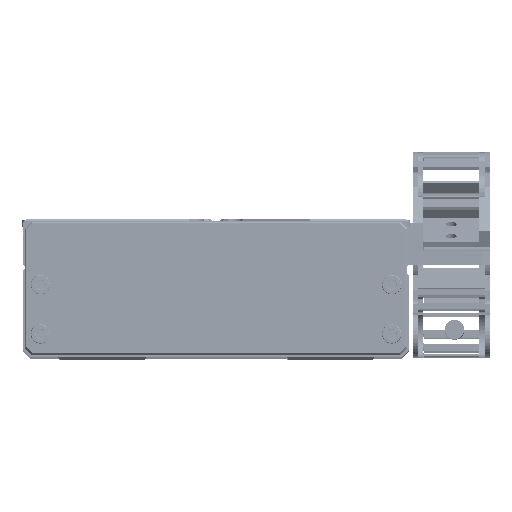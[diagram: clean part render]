
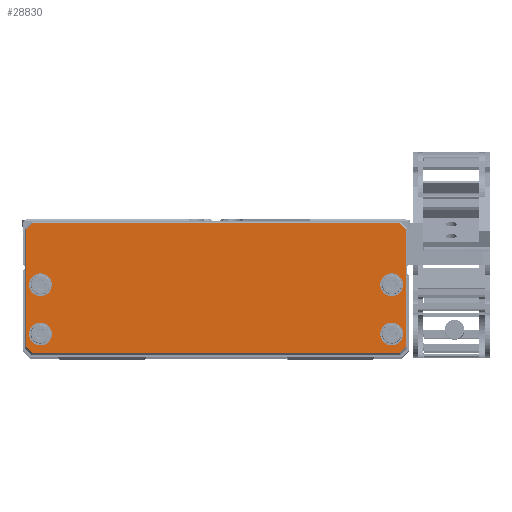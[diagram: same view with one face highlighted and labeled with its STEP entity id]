
A CAD part, top view. The second image highlights one B-rep face of the part: STEP entity #28830.
In plain terms, the highlighted planar face has unit normal (0, 0, 1).
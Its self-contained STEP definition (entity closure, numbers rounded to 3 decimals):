
#4372 = DIRECTION ( 'NONE',  ( 1., 0., 0. ) ) ;
#4942 = EDGE_CURVE ( 'NONE', #106599, #6528, #38172, .T. ) ;
#5422 = CARTESIAN_POINT ( 'NONE',  ( 1.25, -18., 10. ) ) ;
#6528 = VERTEX_POINT ( 'NONE', #118689 ) ;
#6856 = EDGE_CURVE ( 'NONE', #76392, #95793, #36758, .T. ) ;
#7543 = EDGE_LOOP ( 'NONE', ( #61798, #67545 ) ) ;
#10143 = EDGE_CURVE ( 'NONE', #92763, #39553, #41582, .T. ) ;
#11604 = DIRECTION ( 'NONE',  ( 1., 0., 0. ) ) ;
#11846 = ORIENTED_EDGE ( 'NONE', *, *, #74052, .T. ) ;
#13112 = CIRCLE ( 'NONE', #30219, 3.25 ) ;
#14131 = VECTOR ( 'NONE', #108465, 1000. ) ;
#14277 = EDGE_CURVE ( 'NONE', #105976, #22644, #63568, .T. ) ;
#15028 = CARTESIAN_POINT ( 'NONE',  ( 72.146, 34.146, 10. ) ) ;
#15320 = DIRECTION ( 'NONE',  ( 1., 0., 0. ) ) ;
#17088 = ORIENTED_EDGE ( 'NONE', *, *, #6856, .T. ) ;
#18486 = DIRECTION ( 'NONE',  ( 0., 0., 1. ) ) ;
#21202 = CARTESIAN_POINT ( 'NONE',  ( 0.5, -35.793, 10. ) ) ;
#21815 = DIRECTION ( 'NONE',  ( 1., 0., 0. ) ) ;
#22079 = CARTESIAN_POINT ( 'NONE',  ( 104.5, -18., 10. ) ) ;
#22644 = VERTEX_POINT ( 'NONE', #75522 ) ;
#23363 = ORIENTED_EDGE ( 'NONE', *, *, #66118, .F. ) ;
#23622 = CARTESIAN_POINT ( 'NONE',  ( 7.75, -32., 10. ) ) ;
#26276 = AXIS2_PLACEMENT_3D ( 'NONE', #43169, #32391, #4372 ) ;
#28830 = ADVANCED_FACE ( 'NONE', ( #69921, #112764, #101992, #30991, #100690 ), #91306, .T. ) ;
#29062 = CARTESIAN_POINT ( 'NONE',  ( 0.5, -2.207, 10. ) ) ;
#29192 = CARTESIAN_POINT ( 'NONE',  ( 4.5, -32., 10. ) ) ;
#29307 = EDGE_CURVE ( 'NONE', #106766, #129887, #13112, .T. ) ;
#30206 = EDGE_CURVE ( 'NONE', #6528, #106599, #94783, .T. ) ;
#30219 = AXIS2_PLACEMENT_3D ( 'NONE', #53640, #87525, #118401 ) ;
#30732 = DIRECTION ( 'NONE',  ( 1., 0., 0. ) ) ;
#30991 = FACE_BOUND ( 'NONE', #81310, .T. ) ;
#31852 = DIRECTION ( 'NONE',  ( 0., 0., 1. ) ) ;
#32391 = DIRECTION ( 'NONE',  ( 0., 0., 1. ) ) ;
#32920 = DIRECTION ( 'NONE',  ( -0.707, -0.707, 0. ) ) ;
#33164 = CARTESIAN_POINT ( 'NONE',  ( 4.5, -18., 10. ) ) ;
#33844 = DIRECTION ( 'NONE',  ( 0., 0., 1. ) ) ;
#34101 = DIRECTION ( 'NONE',  ( 0.707, -0.707, 0. ) ) ;
#35491 = LINE ( 'NONE', #87086, #49819 ) ;
#36171 = AXIS2_PLACEMENT_3D ( 'NONE', #107116, #44218, #15320 ) ;
#36444 = DIRECTION ( 'NONE',  ( -0.707, 0.707, 0. ) ) ;
#36758 = LINE ( 'NONE', #57617, #14131 ) ;
#38172 = CIRCLE ( 'NONE', #83122, 3.25 ) ;
#39499 = CARTESIAN_POINT ( 'NONE',  ( 108.5, -2.207, 10. ) ) ;
#39553 = VERTEX_POINT ( 'NONE', #105108 ) ;
#39727 = CARTESIAN_POINT ( 'NONE',  ( 0.5, -36., 10. ) ) ;
#39968 = VECTOR ( 'NONE', #100479, 1000. ) ;
#41582 = LINE ( 'NONE', #110620, #96269 ) ;
#42039 = ORIENTED_EDGE ( 'NONE', *, *, #14277, .F. ) ;
#42643 = CARTESIAN_POINT ( 'NONE',  ( 4.5, -18., 10. ) ) ;
#42697 = ORIENTED_EDGE ( 'NONE', *, *, #80120, .T. ) ;
#43169 = CARTESIAN_POINT ( 'NONE',  ( 4.5, -32., 10. ) ) ;
#44218 = DIRECTION ( 'NONE',  ( 0., 0., 1. ) ) ;
#45880 = LINE ( 'NONE', #15028, #107811 ) ;
#46270 = DIRECTION ( 'NONE',  ( 0.707, 0.707, 0. ) ) ;
#46277 = ORIENTED_EDGE ( 'NONE', *, *, #10143, .T. ) ;
#46377 = ORIENTED_EDGE ( 'NONE', *, *, #29307, .F. ) ;
#47995 = AXIS2_PLACEMENT_3D ( 'NONE', #89676, #130651, #30732 ) ;
#49393 = AXIS2_PLACEMENT_3D ( 'NONE', #110796, #103318, #11604 ) ;
#49700 = CARTESIAN_POINT ( 'NONE',  ( 107.75, -32., 10. ) ) ;
#49819 = VECTOR ( 'NONE', #46270, 1000. ) ;
#50570 = VERTEX_POINT ( 'NONE', #61661 ) ;
#50954 = CARTESIAN_POINT ( 'NONE',  ( 108.5, -2., 10. ) ) ;
#53368 = CIRCLE ( 'NONE', #36171, 3.25 ) ;
#53640 = CARTESIAN_POINT ( 'NONE',  ( 104.5, -32., 10. ) ) ;
#56275 = ORIENTED_EDGE ( 'NONE', *, *, #92420, .T. ) ;
#56703 = VERTEX_POINT ( 'NONE', #29062 ) ;
#57617 = CARTESIAN_POINT ( 'NONE',  ( 2.707, -0.5, 10. ) ) ;
#59306 = CIRCLE ( 'NONE', #93473, 3.25 ) ;
#61114 = ORIENTED_EDGE ( 'NONE', *, *, #120353, .F. ) ;
#61661 = CARTESIAN_POINT ( 'NONE',  ( 107.75, -18., 10. ) ) ;
#61798 = ORIENTED_EDGE ( 'NONE', *, *, #4942, .F. ) ;
#63116 = CARTESIAN_POINT ( 'NONE',  ( 106.793, -0.5, 10. ) ) ;
#63568 = CIRCLE ( 'NONE', #86994, 3.25 ) ;
#63698 = DIRECTION ( 'NONE',  ( 1., 0., 0. ) ) ;
#64358 = EDGE_LOOP ( 'NONE', ( #11846, #17088, #84478, #129879, #56275, #46277, #120130, #42697 ) ) ;
#66118 = EDGE_CURVE ( 'NONE', #129887, #106766, #116472, .T. ) ;
#67545 = ORIENTED_EDGE ( 'NONE', *, *, #30206, .F. ) ;
#69375 = EDGE_LOOP ( 'NONE', ( #102411, #42039 ) ) ;
#69921 = FACE_BOUND ( 'NONE', #69375, .T. ) ;
#70072 = DIRECTION ( 'NONE',  ( 1., 0., 0. ) ) ;
#70966 = EDGE_CURVE ( 'NONE', #56703, #91128, #122141, .T. ) ;
#74052 = EDGE_CURVE ( 'NONE', #117359, #76392, #45880, .T. ) ;
#74750 = DIRECTION ( 'NONE',  ( 1., 0., 0. ) ) ;
#75522 = CARTESIAN_POINT ( 'NONE',  ( 7.75, -18., 10. ) ) ;
#76392 = VERTEX_POINT ( 'NONE', #63116 ) ;
#80120 = EDGE_CURVE ( 'NONE', #104241, #117359, #92446, .T. ) ;
#81310 = EDGE_LOOP ( 'NONE', ( #61114, #98580 ) ) ;
#81894 = CARTESIAN_POINT ( 'NONE',  ( -17.646, -20.354, 10. ) ) ;
#83122 = AXIS2_PLACEMENT_3D ( 'NONE', #29192, #18486, #70072 ) ;
#84478 = ORIENTED_EDGE ( 'NONE', *, *, #125280, .T. ) ;
#86994 = AXIS2_PLACEMENT_3D ( 'NONE', #42643, #33844, #74750 ) ;
#87086 = CARTESIAN_POINT ( 'NONE',  ( 53.146, -91.146, 10. ) ) ;
#87525 = DIRECTION ( 'NONE',  ( 0., 0., 1. ) ) ;
#87668 = CARTESIAN_POINT ( 'NONE',  ( 108.5, -35.793, 10. ) ) ;
#89676 = CARTESIAN_POINT ( 'NONE',  ( 104.5, -32., 10. ) ) ;
#90099 = CARTESIAN_POINT ( 'NONE',  ( 101.25, -18., 10. ) ) ;
#91128 = VERTEX_POINT ( 'NONE', #21202 ) ;
#91306 = PLANE ( 'NONE',  #49393 ) ;
#92420 = EDGE_CURVE ( 'NONE', #91128, #92763, #105793, .T. ) ;
#92446 = LINE ( 'NONE', #50954, #39968 ) ;
#92763 = VERTEX_POINT ( 'NONE', #100200 ) ;
#93473 = AXIS2_PLACEMENT_3D ( 'NONE', #33164, #31852, #21815 ) ;
#94005 = CIRCLE ( 'NONE', #126084, 3.25 ) ;
#94070 = VECTOR ( 'NONE', #112088, 1000. ) ;
#94783 = CIRCLE ( 'NONE', #26276, 3.25 ) ;
#95759 = DIRECTION ( 'NONE',  ( 0., 0., 1. ) ) ;
#95793 = VERTEX_POINT ( 'NONE', #95898 ) ;
#95898 = CARTESIAN_POINT ( 'NONE',  ( 2.207, -0.5, 10. ) ) ;
#96269 = VECTOR ( 'NONE', #101172, 1000. ) ;
#98580 = ORIENTED_EDGE ( 'NONE', *, *, #104071, .F. ) ;
#100200 = CARTESIAN_POINT ( 'NONE',  ( 2.207, -37.5, 10. ) ) ;
#100479 = DIRECTION ( 'NONE',  ( 0., 1., 0. ) ) ;
#100690 = FACE_OUTER_BOUND ( 'NONE', #64358, .T. ) ;
#101172 = DIRECTION ( 'NONE',  ( 1., 0., 0. ) ) ;
#101992 = FACE_BOUND ( 'NONE', #121972, .T. ) ;
#102411 = ORIENTED_EDGE ( 'NONE', *, *, #113805, .F. ) ;
#103318 = DIRECTION ( 'NONE',  ( 0., 0., 1. ) ) ;
#104071 = EDGE_CURVE ( 'NONE', #119919, #50570, #53368, .T. ) ;
#104241 = VERTEX_POINT ( 'NONE', #87668 ) ;
#105108 = CARTESIAN_POINT ( 'NONE',  ( 106.793, -37.5, 10. ) ) ;
#105793 = LINE ( 'NONE', #107801, #106426 ) ;
#105976 = VERTEX_POINT ( 'NONE', #5422 ) ;
#106426 = VECTOR ( 'NONE', #34101, 1000. ) ;
#106599 = VERTEX_POINT ( 'NONE', #23622 ) ;
#106766 = VERTEX_POINT ( 'NONE', #49700 ) ;
#107116 = CARTESIAN_POINT ( 'NONE',  ( 104.5, -18., 10. ) ) ;
#107801 = CARTESIAN_POINT ( 'NONE',  ( 1.354, -36.646, 10. ) ) ;
#107811 = VECTOR ( 'NONE', #36444, 1000. ) ;
#108465 = DIRECTION ( 'NONE',  ( -1., 0., 0. ) ) ;
#110620 = CARTESIAN_POINT ( 'NONE',  ( 107., -37.5, 10. ) ) ;
#110796 = CARTESIAN_POINT ( 'NONE',  ( 0., -38., 10. ) ) ;
#112088 = DIRECTION ( 'NONE',  ( 0., -1., 0. ) ) ;
#112764 = FACE_BOUND ( 'NONE', #7543, .T. ) ;
#113805 = EDGE_CURVE ( 'NONE', #22644, #105976, #59306, .T. ) ;
#116472 = CIRCLE ( 'NONE', #47995, 3.25 ) ;
#117359 = VERTEX_POINT ( 'NONE', #39499 ) ;
#118401 = DIRECTION ( 'NONE',  ( 1., 0., 0. ) ) ;
#118689 = CARTESIAN_POINT ( 'NONE',  ( 1.25, -32., 10. ) ) ;
#119919 = VERTEX_POINT ( 'NONE', #90099 ) ;
#120130 = ORIENTED_EDGE ( 'NONE', *, *, #124080, .T. ) ;
#120353 = EDGE_CURVE ( 'NONE', #50570, #119919, #94005, .T. ) ;
#121972 = EDGE_LOOP ( 'NONE', ( #46377, #23363 ) ) ;
#122141 = LINE ( 'NONE', #39727, #94070 ) ;
#124080 = EDGE_CURVE ( 'NONE', #39553, #104241, #35491, .T. ) ;
#124763 = LINE ( 'NONE', #81894, #129592 ) ;
#125280 = EDGE_CURVE ( 'NONE', #95793, #56703, #124763, .T. ) ;
#126084 = AXIS2_PLACEMENT_3D ( 'NONE', #22079, #95759, #63698 ) ;
#128371 = CARTESIAN_POINT ( 'NONE',  ( 101.25, -32., 10. ) ) ;
#129592 = VECTOR ( 'NONE', #32920, 1000. ) ;
#129879 = ORIENTED_EDGE ( 'NONE', *, *, #70966, .T. ) ;
#129887 = VERTEX_POINT ( 'NONE', #128371 ) ;
#130651 = DIRECTION ( 'NONE',  ( 0., 0., 1. ) ) ;
